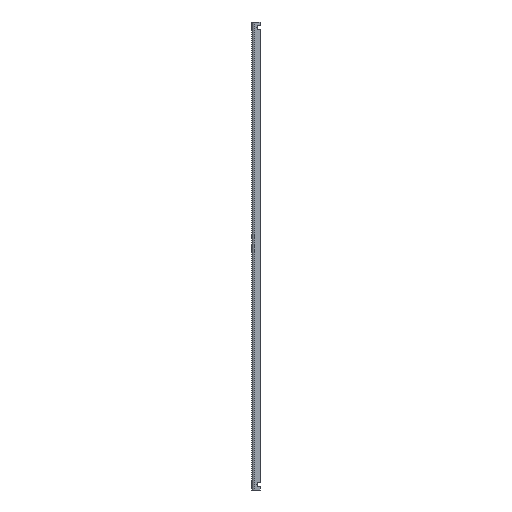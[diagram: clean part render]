
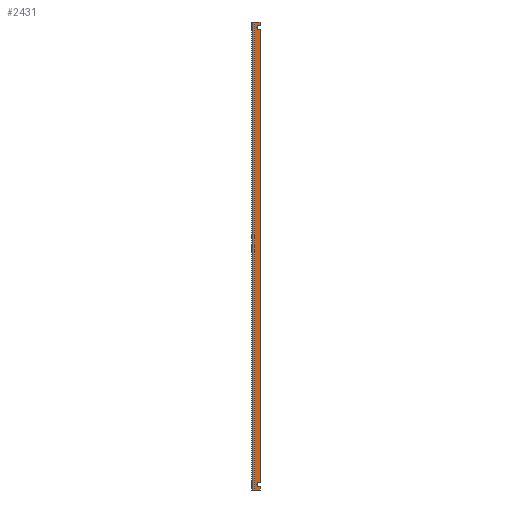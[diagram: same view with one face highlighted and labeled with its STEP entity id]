
A CAD part, left-side view. The second image highlights one B-rep face of the part: STEP entity #2431.
In plain terms, the highlighted planar face has unit normal (-1, 0, 0).
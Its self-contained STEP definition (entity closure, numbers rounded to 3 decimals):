
#54=DIRECTION('',(0.,1.,0.));
#55=VECTOR('',#54,5.);
#56=CARTESIAN_POINT('',(-71.,-7.,-215.75));
#57=LINE('',#56,#55);
#813=CARTESIAN_POINT('',(-71.,-6.14,-210.75));
#814=DIRECTION('',(1.,0.,0.));
#815=DIRECTION('',(0.,-0.43,-0.903));
#816=AXIS2_PLACEMENT_3D('',#813,#814,#815);
#823=DIRECTION('',(0.,0.,1.));
#824=VECTOR('',#823,3.194);
#825=CARTESIAN_POINT('',(-71.,-7.,-215.75));
#826=LINE('',#825,#824);
#827=DIRECTION('',(0.,0.,1.));
#828=VECTOR('',#827,3.194);
#829=CARTESIAN_POINT('',(-71.,-7.,212.556));
#830=LINE('',#829,#828);
#831=DIRECTION('',(0.,0.,1.));
#832=VECTOR('',#831,417.889);
#833=CARTESIAN_POINT('',(-71.,-7.,-208.944));
#834=LINE('',#833,#832);
#868=CARTESIAN_POINT('',(-71.,-6.14,210.75));
#869=DIRECTION('',(1.,0.,0.));
#870=DIRECTION('',(0.,-0.43,-0.903));
#871=AXIS2_PLACEMENT_3D('',#868,#869,#870);
#890=DIRECTION('',(0.,1.,0.));
#891=VECTOR('',#890,5.);
#892=CARTESIAN_POINT('',(-71.,-7.,215.75));
#893=LINE('',#892,#891);
#925=DIRECTION('',(0.,0.,1.));
#926=VECTOR('',#925,431.5);
#927=CARTESIAN_POINT('',(-71.,-2.,-215.75));
#928=LINE('',#927,#926);
#1109=CARTESIAN_POINT('',(-71.,-7.,-215.75));
#1110=CARTESIAN_POINT('',(-71.,-2.,-215.75));
#1111=VERTEX_POINT('',#1109);
#1112=VERTEX_POINT('',#1110);
#1117=CARTESIAN_POINT('',(-71.,-7.,215.75));
#1118=CARTESIAN_POINT('',(-71.,-2.,215.75));
#1119=VERTEX_POINT('',#1117);
#1120=VERTEX_POINT('',#1118);
#1150=CARTESIAN_POINT('',(-71.,-7.,212.556));
#1152=VERTEX_POINT('',#1150);
#1154=CARTESIAN_POINT('',(-71.,-7.,208.944));
#1156=VERTEX_POINT('',#1154);
#1157=CARTESIAN_POINT('',(-71.,-7.,-212.556));
#1159=VERTEX_POINT('',#1157);
#1161=CARTESIAN_POINT('',(-71.,-7.,-208.944));
#1163=VERTEX_POINT('',#1161);
#2410=CARTESIAN_POINT('',(-71.,-7.,-215.75));
#2411=DIRECTION('',(1.,0.,0.));
#2412=DIRECTION('',(0.,1.,0.));
#2413=AXIS2_PLACEMENT_3D('',#2410,#2411,#2412);
#2414=PLANE('',#2413);
#2415=ORIENTED_EDGE('',*,*,#2400,.F.);
#2417=ORIENTED_EDGE('',*,*,#2416,.F.);
#2418=ORIENTED_EDGE('',*,*,#1398,.T.);
#2420=ORIENTED_EDGE('',*,*,#2419,.T.);
#2422=ORIENTED_EDGE('',*,*,#2421,.F.);
#2424=ORIENTED_EDGE('',*,*,#2423,.F.);
#2426=ORIENTED_EDGE('',*,*,#2425,.F.);
#2428=ORIENTED_EDGE('',*,*,#2427,.F.);
#2429=EDGE_LOOP('',(#2415,#2417,#2418,#2420,#2422,#2424,#2426,#2428));
#2430=FACE_OUTER_BOUND('',#2429,.F.);
#2431=ADVANCED_FACE('',(#2430),#2414,.F.);
#817=CIRCLE('',#816,2.);
#872=CIRCLE('',#871,2.);
#1398=EDGE_CURVE('',#1111,#1112,#57,.T.);
#2400=EDGE_CURVE('',#1159,#1163,#817,.T.);
#2416=EDGE_CURVE('',#1111,#1159,#826,.T.);
#2419=EDGE_CURVE('',#1112,#1120,#928,.T.);
#2421=EDGE_CURVE('',#1119,#1120,#893,.T.);
#2423=EDGE_CURVE('',#1152,#1119,#830,.T.);
#2425=EDGE_CURVE('',#1156,#1152,#872,.T.);
#2427=EDGE_CURVE('',#1163,#1156,#834,.T.);
